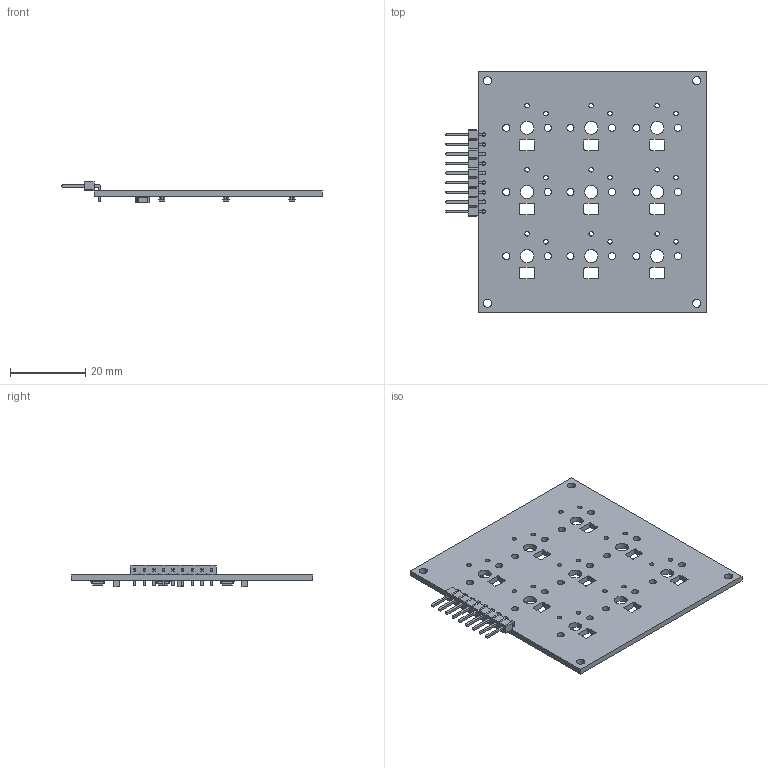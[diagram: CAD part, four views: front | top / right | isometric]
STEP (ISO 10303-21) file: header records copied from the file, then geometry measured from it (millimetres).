
FILE_DESCRIPTION(('KiCad electronic assembly'),'2;1');
FILE_NAME('TicTacToe - pb171.step','2025-05-06T12:47:05',('Pcbnew'),( 'Kicad'),'Open CASCADE STEP processor 7.8','KiCad to STEP converter' ,'Unknown');
FILE_SCHEMA(('AUTOMOTIVE_DESIGN { 1 0 10303 214 1 1 1 1 }'));
Length unit declared in the file: millimetre
Products named in the file (5): TicTacToe - pb171 1; PinHeader_1x09_P2.54mm_Horizontal; D_SOD-123; C_1206_3216Metric; TicTacToe - pb171_PCB
Assembly tree (14 placements, depth 2):
  TicTacToe - pb171 1
    PinHeader_1x09_P2.54mm_Horizontal
    D_SOD-123  x9
    C_1206_3216Metric  x3
    TicTacToe - pb171_PCB
Bounding box: 69.04 x 64 x 5.82 mm (x, y, z)
Volume: 5677.6 mm3; surface area: 9007.5 mm2
Topology: 14 solids, 14 shells, 1070 faces, 2631 edges, 1622 vertices
Faces by surface type: plane 625, bspline 234, cylinder 211
Full cylindrical faces by diameter (mm): 1 x9, 1.2 x18, 1.9 x18, 2.2 x4, 3.45 x9
Entity records: 17190 total; most frequent: CARTESIAN_POINT 2632, ORIENTED_EDGE 2478, DIRECTION 2387, EDGE_CURVE 1239, LINE 961, VECTOR 961, VERTEX_POINT 790, AXIS2_PLACEMENT_3D 713
